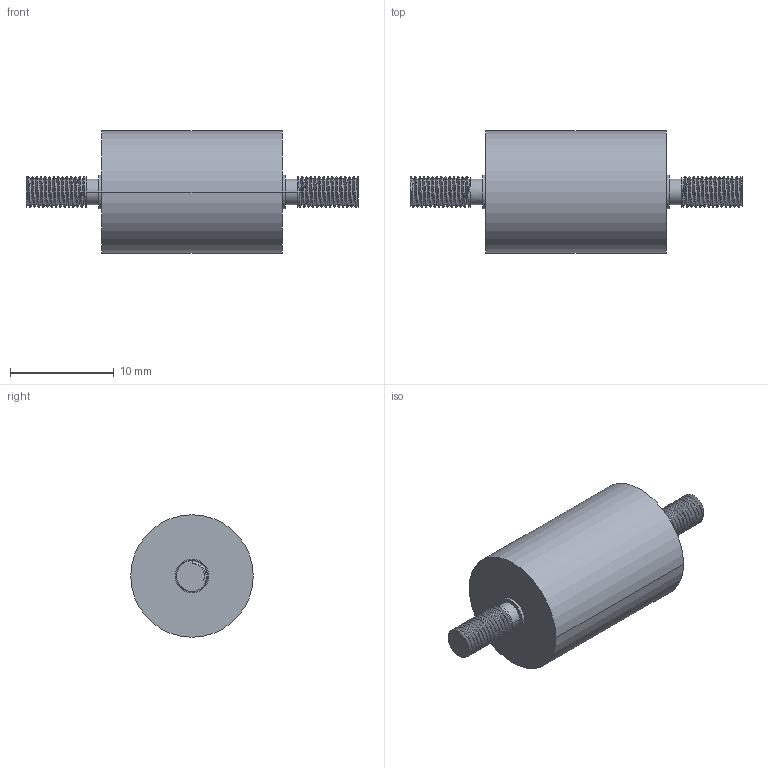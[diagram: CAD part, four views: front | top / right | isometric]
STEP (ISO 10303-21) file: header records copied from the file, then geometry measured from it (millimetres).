
FILE_DESCRIPTION((''),'2;1');
FILE_NAME('2097-XXX-D','2012-07-31T',('ryans'),('Bourns, Inc.'),'PRO/ENGINEER BY PARAMETRIC TECHNOLOGY CORPORATION, 2010100','PRO/ENGINEER BY PARAMETRIC TECHNOLOGY CORPORATION, 2010100','');
FILE_SCHEMA(('CONFIG_CONTROL_DESIGN'));
Length unit declared in the file: millimetre
Products named in the file (1): 2097-XXX-D
Bounding box: 32 x 11.8 x 11.8 mm (x, y, z)
Volume: 1987.8 mm3; surface area: 1067.7 mm2
Topology: 1 solids, 1 shells, 102 faces, 280 edges, 184 vertices
Faces by surface type: cylinder 72, bspline 16, plane 14
Entity records: 8899 total; most frequent: CARTESIAN_POINT 6593, ORIENTED_EDGE 560, DIRECTION 328, EDGE_CURVE 280, VERTEX_POINT 184, B_SPLINE_CURVE_WITH_KNOTS 154, AXIS2_PLACEMENT_3D 116, EDGE_LOOP 106
